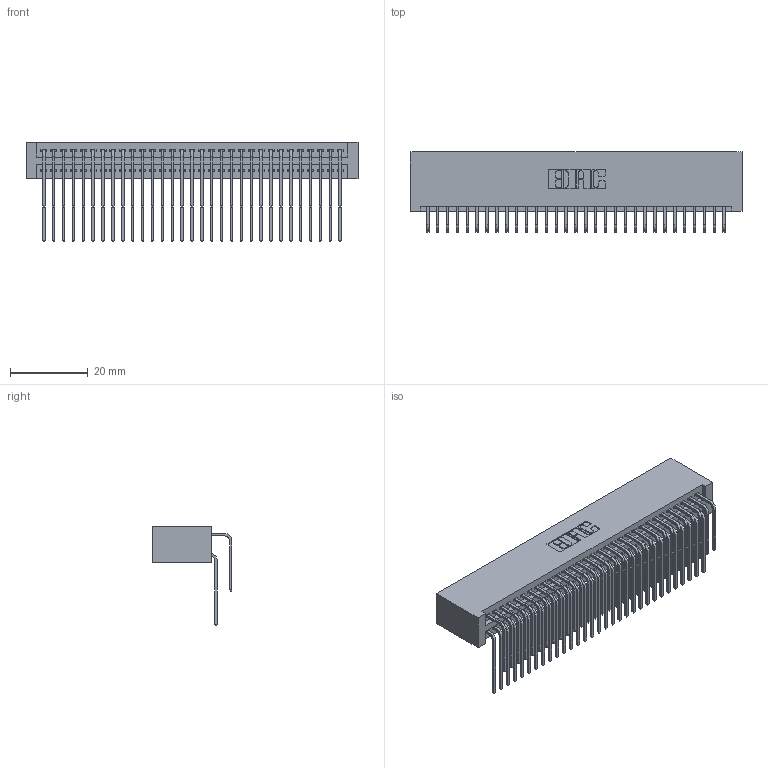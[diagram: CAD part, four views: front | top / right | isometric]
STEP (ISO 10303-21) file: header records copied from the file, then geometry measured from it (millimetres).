
FILE_DESCRIPTION (( 'STEP AP203' ), '1' );
FILE_NAME ('395-062-559-201.STEP', '2018-11-24T06:00:26', ( '' ), ( '' ), 'SwSTEP 2.0', 'SolidWorks 2016', '' );
FILE_SCHEMA (( 'CONFIG_CONTROL_DESIGN' ));
Length unit declared in the file: inch
Products named in the file (4): 345 Part_No Mounting Lugs; 345-292-001_559 Tail - 2; 345-292-001_558 559 Tail - 1; 395-062-559-201
Assembly tree (63 placements, depth 2):
  395-062-559-201
    345 Part_No Mounting Lugs
    345-292-001_558 559 Tail - 1  x31
    345-292-001_559 Tail - 2  x31
Bounding box: 85.34 x 20.56 x 25.53 mm (x, y, z)
Volume: 9161.9 mm3; surface area: 15314.8 mm2
Topology: 63 solids, 63 shells, 3342 faces, 9927 edges, 6534 vertices
Faces by surface type: plane 2246, cylinder 1096
Entity records: 27179 total; most frequent: CARTESIAN_POINT 4611, ORIENTED_EDGE 4494, DIRECTION 4047, EDGE_CURVE 2247, LINE 1959, VECTOR 1959, VERTEX_POINT 1494, AXIS2_PLACEMENT_3D 1044
